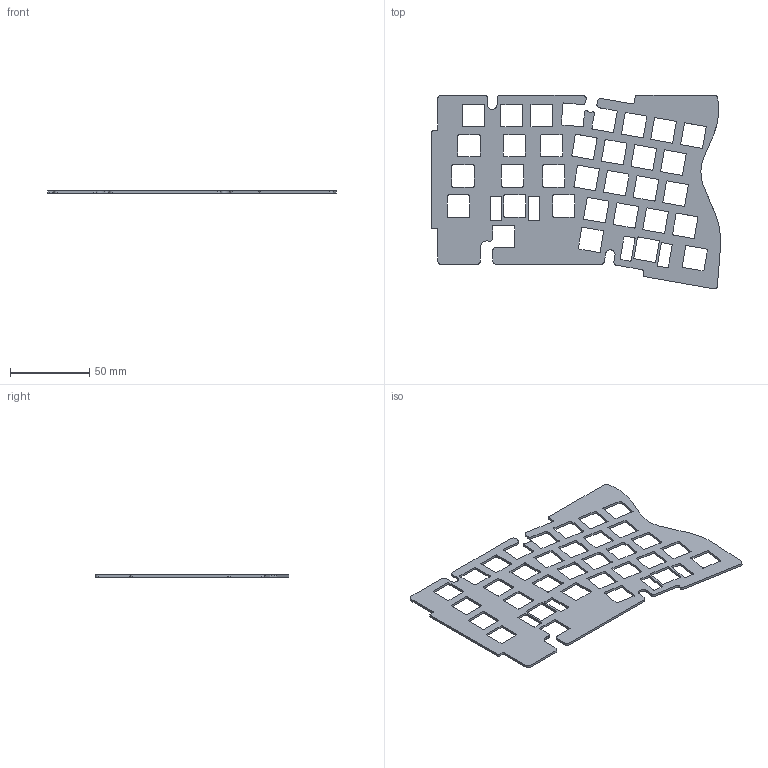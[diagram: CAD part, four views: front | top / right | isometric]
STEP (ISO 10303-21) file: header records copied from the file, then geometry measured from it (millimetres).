
FILE_DESCRIPTION(/* description */ (''),/* implementation_level */ '2;1');
FILE_NAME(/* name */ 'Left Plate.step',/* time_stamp */ '2024-04-24T18:05:15+01:00',/* author */ (''),/* organization */ (''),/* preprocessor_version */ 'ST-DEVELOPER v20',/* originating_system */ 'Autodesk Translation Framework v12.20.1.177',/* authorisation */ '');
FILE_SCHEMA (('AUTOMOTIVE_DESIGN { 1 0 10303 214 3 1 1 }'));
Length unit declared in the file: millimetre
Products named in the file (2): Alice Keyboard; Plate
Assembly tree (1 placements, depth 2):
  Alice Keyboard
    Plate
Bounding box: 182.73 x 122.51 x 1.5 mm (x, y, z)
Volume: 18258.9 mm3; surface area: 28294.5 mm2
Topology: 1 solids, 1 shells, 352 faces, 1050 edges, 700 vertices
Faces by surface type: plane 176, cylinder 173, bspline 3
Entity records: 12377 total; most frequent: CARTESIAN_POINT 2332, ORIENTED_EDGE 2100, DIRECTION 2090, EDGE_CURVE 1050, VERTEX_POINT 700, AXIS2_PLACEMENT_3D 698, LINE 694, VECTOR 694
